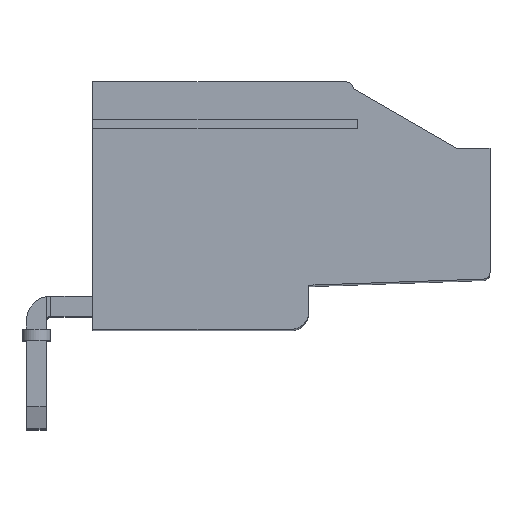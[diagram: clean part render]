
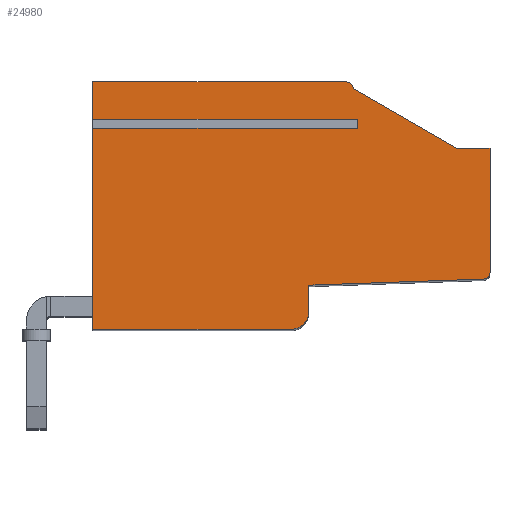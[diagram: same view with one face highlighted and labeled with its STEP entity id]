
A CAD part, top view. The second image highlights one B-rep face of the part: STEP entity #24980.
In plain terms, the highlighted face is planar.
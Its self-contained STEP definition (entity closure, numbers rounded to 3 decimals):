
#6260=CARTESIAN_POINT('',(-43.425,93.196
   ,-12.5));
#6270=VERTEX_POINT('',#6260);
#6300=CARTESIAN_POINT('',(-43.125,93.186
   ,-12.5));
#6310=DIRECTION('',(0.,0.,
   -1.));
#6320=DIRECTION('',(-1.,0.,
   0.));
#6330=AXIS2_PLACEMENT_3D('',#6300,#6310,#6320);
#6340=CIRCLE('',#6330,0.3);
#6350=CARTESIAN_POINT('',(-43.125,93.486
   ,-12.5));
#6360=VERTEX_POINT('',#6350);
#6370=EDGE_CURVE('',#6270,#6360,#6340,.T.);
#16600=CARTESIAN_POINT('',(-36.19,
   87.486,-12.5));
#16610=VERTEX_POINT('',#16600);
#16640=CARTESIAN_POINT('',(-79.995,
   87.486,-12.5));
#16650=DIRECTION('',(1.,0.,
   0.));
#16660=VECTOR('',#16650,1.);
#16670=LINE('',#16640,#16660);
#16680=CARTESIAN_POINT('',(-36.604,
   87.486,-12.5));
#16690=VERTEX_POINT('',#16680);
#16700=EDGE_CURVE('',#16690,#16610,#16670,.T.);
#17050=CARTESIAN_POINT('',(-36.604,
   75.486,-12.5));
#17060=VERTEX_POINT('',#17050);
#17180=CARTESIAN_POINT('',(-36.604,
   0.,-12.5));
#17190=DIRECTION('',(0.,-1.,
   0.));
#17200=VECTOR('',#17190,1.);
#17210=LINE('',#17180,#17200);
#17220=EDGE_CURVE('',#16690,#17060,#17210,.T.);
#18980=CARTESIAN_POINT('',(-36.19,
   75.486,-12.5));
#18990=VERTEX_POINT('',#18980);
#19020=CARTESIAN_POINT('',(-36.19,
   0.,-12.5));
#19030=DIRECTION('',(0.,1.,
   0.));
#19040=VECTOR('',#19030,1.);
#19050=LINE('',#19020,#19040);
#19060=EDGE_CURVE('',#18990,#16610,#19050,.T.);
#19880=CARTESIAN_POINT('',(-34.797,
   86.986,-12.5));
#19890=DIRECTION('',(0.,0.,
   -1.));
#19900=DIRECTION('',(-1.,0.,
   0.));
#19910=AXIS2_PLACEMENT_3D('',#19880,#19890,#19900);
#19920=CIRCLE('',#19910,0.3);
#19930=CARTESIAN_POINT('',(-34.797,
   87.286,-12.5));
#19940=VERTEX_POINT('',#19930);
#19950=CARTESIAN_POINT('',(-34.497,
   86.986,-12.5));
#19960=VERTEX_POINT('',#19950);
#19970=EDGE_CURVE('',#19940,#19960,#19920,.T.);
#24150=CARTESIAN_POINT('',(-79.995,
   0.,-12.5));
#24160=DIRECTION('',(0.,0.,
   -1.));
#24170=DIRECTION('',(-1.,0.,
   0.));
#24180=AXIS2_PLACEMENT_3D('',#24150,#24160,#24170);
#24190=PLANE('',#24180);
#24200=CARTESIAN_POINT('',(-79.995,
   75.486,-12.5));
#24210=DIRECTION('',(1.,0.,
   0.));
#24220=VECTOR('',#24210,1.);
#24230=LINE('',#24200,#24220);
#24240=CARTESIAN_POINT('',(-45.697,
   75.486,-12.5));
#24250=VERTEX_POINT('',#24240);
#24260=EDGE_CURVE('',#24250,#17060,#24230,.T.);
#24270=ORIENTED_EDGE('',*,*,#24260,.F.);
#24280=ORIENTED_EDGE('',*,*,#17220,.T.);
#24290=ORIENTED_EDGE('',*,*,#16700,.F.);
#24300=ORIENTED_EDGE('',*,*,#19060,.T.);
#24310=CARTESIAN_POINT('',(-34.497,
   75.486,-12.5));
#24320=VERTEX_POINT('',#24310);
#24330=EDGE_CURVE('',#18990,#24320,#24230,.T.);
#24340=ORIENTED_EDGE('',*,*,#24330,.F.);
#24350=CARTESIAN_POINT('',(-34.497,
   0.,-12.5));
#24360=DIRECTION('',(0.,1.,
   0.));
#24370=VECTOR('',#24360,1.);
#24380=LINE('',#24350,#24370);
#24390=EDGE_CURVE('',#24320,#19960,#24380,.T.);
#24400=ORIENTED_EDGE('',*,*,#24390,.F.);
#24410=ORIENTED_EDGE('',*,*,#19970,.T.);
#24420=CARTESIAN_POINT('',(15.597,0.
   ,-12.5));
#24430=DIRECTION('',(-0.5,0.866,
   0.));
#24440=VECTOR('',#24430,1.);
#24450=LINE('',#24420,#24440);
#24460=CARTESIAN_POINT('',(-37.497,
   91.962,-12.5));
#24470=VERTEX_POINT('',#24460);
#24480=EDGE_CURVE('',#19940,#24470,#24450,.T.);
#24490=ORIENTED_EDGE('',*,*,#24480,.F.);
#24500=CARTESIAN_POINT('',(-37.497,
   0.,-12.5));
#24510=DIRECTION('',(0.,1.,
   0.));
#24520=VECTOR('',#24510,1.);
#24530=LINE('',#24500,#24520);
#24540=CARTESIAN_POINT('',(-37.497,
   93.486,-12.5));
#24550=VERTEX_POINT('',#24540);
#24560=EDGE_CURVE('',#24470,#24550,#24530,.T.);
#24570=ORIENTED_EDGE('',*,*,#24560,.F.);
#24580=CARTESIAN_POINT('',(-79.995,
   93.486,-12.5));
#24590=DIRECTION('',(-1.,0.,
   0.));
#24600=VECTOR('',#24590,1.);
#24610=LINE('',#24580,#24600);
#24620=EDGE_CURVE('',#24550,#6360,#24610,.T.);
#24630=ORIENTED_EDGE('',*,*,#24620,.F.);
#24640=ORIENTED_EDGE('',*,*,#6370,.T.);
#24650=CARTESIAN_POINT('',(-46.679,
   0.,-12.5));
#24660=DIRECTION('',(-0.035,-0.999,
   0.));
#24670=VECTOR('',#24660,1.);
#24680=LINE('',#24650,#24670);
#24690=CARTESIAN_POINT('',(-43.701,
   85.286,-12.5));
#24700=VERTEX_POINT('',#24690);
#24710=EDGE_CURVE('',#6270,#24700,#24680,.T.);
#24720=ORIENTED_EDGE('',*,*,#24710,.F.);
#24730=CARTESIAN_POINT('',(-79.995,
   85.286,-12.5));
#24740=DIRECTION('',(-1.,0.,
   0.));
#24750=VECTOR('',#24740,1.);
#24760=LINE('',#24730,#24750);
#24770=CARTESIAN_POINT('',(-44.897,
   85.286,-12.5));
#24780=VERTEX_POINT('',#24770);
#24790=EDGE_CURVE('',#24700,#24780,#24760,.T.);
#24800=ORIENTED_EDGE('',*,*,#24790,.F.);
#24810=CARTESIAN_POINT('',(-44.897,
   84.486,-12.5));
#24820=DIRECTION('',(0.,0.,
   1.));
#24830=DIRECTION('',(1.,0.,
   0.));
#24840=AXIS2_PLACEMENT_3D('',#24810,#24820,#24830);
#24850=CIRCLE('',#24840,0.8);
#24860=CARTESIAN_POINT('',(-45.697,
   84.486,-12.5));
#24870=VERTEX_POINT('',#24860);
#24880=EDGE_CURVE('',#24780,#24870,#24850,.T.);
#24890=ORIENTED_EDGE('',*,*,#24880,.F.);
#24900=CARTESIAN_POINT('',(-45.697,
   0.,-12.5));
#24910=DIRECTION('',(0.,-1.,
   0.));
#24920=VECTOR('',#24910,1.);
#24930=LINE('',#24900,#24920);
#24940=EDGE_CURVE('',#24870,#24250,#24930,.T.);
#24950=ORIENTED_EDGE('',*,*,#24940,.F.);
#24960=EDGE_LOOP('',(#24950,#24890,#24800,#24720,#24640,#24630,#24570,
   #24490,#24410,#24400,#24340,#24300,#24290,#24280,#24270));
#24970=FACE_OUTER_BOUND('',#24960,.T.);
#24980=ADVANCED_FACE('',(#24970),#24190,.T.);
